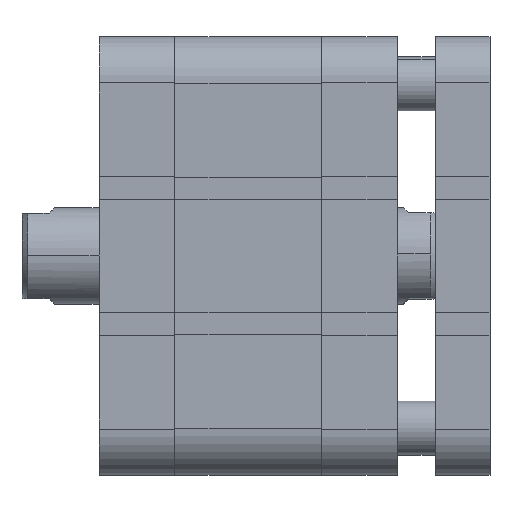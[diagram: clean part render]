
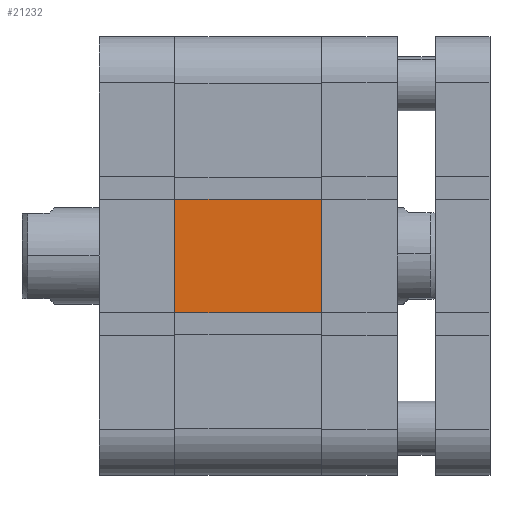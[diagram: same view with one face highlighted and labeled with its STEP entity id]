
A CAD part, front view. The second image highlights one B-rep face of the part: STEP entity #21232.
In plain terms, the highlighted planar face has unit normal (0, -1, 0).
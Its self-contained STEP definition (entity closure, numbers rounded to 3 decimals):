
#324 = DIRECTION ( 'NONE',  ( 0., 1., 0. ) ) ;
#1058 = LINE ( 'NONE', #7359, #29938 ) ;
#2372 = EDGE_CURVE ( 'NONE', #26698, #33114, #6168, .T. ) ;
#3140 = DIRECTION ( 'NONE',  ( 0., 0., -1. ) ) ;
#3658 = ORIENTED_EDGE ( 'NONE', *, *, #15625, .T. ) ;
#3689 = AXIS2_PLACEMENT_3D ( 'NONE', #9485, #324, #6617 ) ;
#4944 = VECTOR ( 'NONE', #19583, 1000. ) ;
#6168 = LINE ( 'NONE', #30869, #37493 ) ;
#6617 = DIRECTION ( 'NONE',  ( 0., 0., 1. ) ) ;
#7359 = CARTESIAN_POINT ( 'NONE',  ( 0., -56.75, -56.75 ) ) ;
#9485 = CARTESIAN_POINT ( 'NONE',  ( 38., -56.75, -56.75 ) ) ;
#10379 = CARTESIAN_POINT ( 'NONE',  ( 38.001, -56.75, -14.7 ) ) ;
#10883 = CARTESIAN_POINT ( 'NONE',  ( 38., -56.75, 14.7 ) ) ;
#11217 = CARTESIAN_POINT ( 'NONE',  ( 0., -56.75, -14.7 ) ) ;
#13245 = DIRECTION ( 'NONE',  ( 0., 0., -1. ) ) ;
#14304 = ORIENTED_EDGE ( 'NONE', *, *, #26026, .F. ) ;
#15625 = EDGE_CURVE ( 'NONE', #28678, #34484, #1058, .T. ) ;
#15732 = PLANE ( 'NONE',  #3689 ) ;
#16725 = CARTESIAN_POINT ( 'NONE',  ( 38.001, -56.75, 14.7 ) ) ;
#19076 = ORIENTED_EDGE ( 'NONE', *, *, #20650, .T. ) ;
#19583 = DIRECTION ( 'NONE',  ( -1., 0., 0. ) ) ;
#19774 = LINE ( 'NONE', #16725, #4944 ) ;
#20650 = EDGE_CURVE ( 'NONE', #26698, #28678, #19774, .T. ) ;
#21232 = ADVANCED_FACE ( 'NONE', ( #27673 ), #15732, .F. ) ;
#21375 = EDGE_LOOP ( 'NONE', ( #19076, #3658, #14304, #24856 ) ) ;
#22727 = DIRECTION ( 'NONE',  ( -1., 0., 0. ) ) ;
#22868 = CARTESIAN_POINT ( 'NONE',  ( 0., -56.75, 14.7 ) ) ;
#24856 = ORIENTED_EDGE ( 'NONE', *, *, #2372, .F. ) ;
#26026 = EDGE_CURVE ( 'NONE', #33114, #34484, #34457, .T. ) ;
#26698 = VERTEX_POINT ( 'NONE', #10883 ) ;
#27673 = FACE_OUTER_BOUND ( 'NONE', #21375, .T. ) ;
#28678 = VERTEX_POINT ( 'NONE', #22868 ) ;
#29938 = VECTOR ( 'NONE', #13245, 1000. ) ;
#30869 = CARTESIAN_POINT ( 'NONE',  ( 38., -56.75, -56.75 ) ) ;
#33114 = VERTEX_POINT ( 'NONE', #38961 ) ;
#34211 = VECTOR ( 'NONE', #22727, 1000. ) ;
#34457 = LINE ( 'NONE', #10379, #34211 ) ;
#34484 = VERTEX_POINT ( 'NONE', #11217 ) ;
#37493 = VECTOR ( 'NONE', #3140, 1000. ) ;
#38961 = CARTESIAN_POINT ( 'NONE',  ( 38., -56.75, -14.7 ) ) ;
